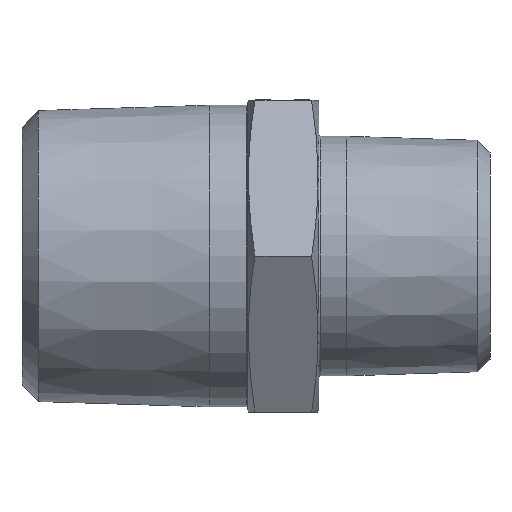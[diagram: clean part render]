
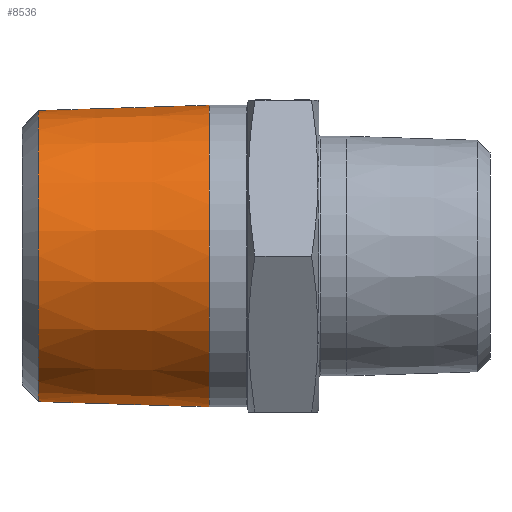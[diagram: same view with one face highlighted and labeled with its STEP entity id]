
A CAD part, front view. The second image highlights one B-rep face of the part: STEP entity #8536.
In plain terms, the highlighted conical face has half-angle 1.79 degrees and reference radius 10.477 mm.
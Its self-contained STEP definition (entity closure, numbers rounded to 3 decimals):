
#507 = CIRCLE ( 'NONE', #7932, 10.634 ) ;
#533 = EDGE_LOOP ( 'NONE', ( #18068 ) ) ;
#660 = EDGE_CURVE ( 'NONE', #6981, #6981, #6461, .T. ) ;
#1371 = EDGE_LOOP ( 'NONE', ( #8893 ) ) ;
#3272 = DIRECTION ( 'NONE',  ( 1., 0., 0. ) ) ;
#4190 = CARTESIAN_POINT ( 'NONE',  ( 13.2, 0., 0. ) ) ;
#4592 = AXIS2_PLACEMENT_3D ( 'NONE', #5208, #10998, #11102 ) ;
#5078 = EDGE_CURVE ( 'NONE', #17956, #17956, #507, .T. ) ;
#5208 = CARTESIAN_POINT ( 'NONE',  ( 1.161, 0., 0. ) ) ;
#6451 = AXIS2_PLACEMENT_3D ( 'NONE', #9076, #3272, #12059 ) ;
#6461 = CIRCLE ( 'NONE', #4592, 10.258 ) ;
#6981 = VERTEX_POINT ( 'NONE', #8334 ) ;
#7932 = AXIS2_PLACEMENT_3D ( 'NONE', #4190, #10615, #15947 ) ;
#8334 = CARTESIAN_POINT ( 'NONE',  ( 1.161, 0., 10.258 ) ) ;
#8536 = ADVANCED_FACE ( 'NONE', ( #10338, #16403 ), #13831, .T. ) ;
#8893 = ORIENTED_EDGE ( 'NONE', *, *, #5078, .T. ) ;
#9076 = CARTESIAN_POINT ( 'NONE',  ( 8.2, 0., 0. ) ) ;
#10338 = FACE_BOUND ( 'NONE', #533, .T. ) ;
#10615 = DIRECTION ( 'NONE',  ( -1., 0., 0. ) ) ;
#10998 = DIRECTION ( 'NONE',  ( 1., 0., 0. ) ) ;
#11102 = DIRECTION ( 'NONE',  ( 0., 0., 1. ) ) ;
#12059 = DIRECTION ( 'NONE',  ( 0., 0., -1. ) ) ;
#13831 = CONICAL_SURFACE ( 'NONE', #6451, 10.477, 0.031 ) ;
#14957 = CARTESIAN_POINT ( 'NONE',  ( 13.2, 0., 10.634 ) ) ;
#15947 = DIRECTION ( 'NONE',  ( 0., 0., 1. ) ) ;
#16403 = FACE_OUTER_BOUND ( 'NONE', #1371, .T. ) ;
#17956 = VERTEX_POINT ( 'NONE', #14957 ) ;
#18068 = ORIENTED_EDGE ( 'NONE', *, *, #660, .T. ) ;
